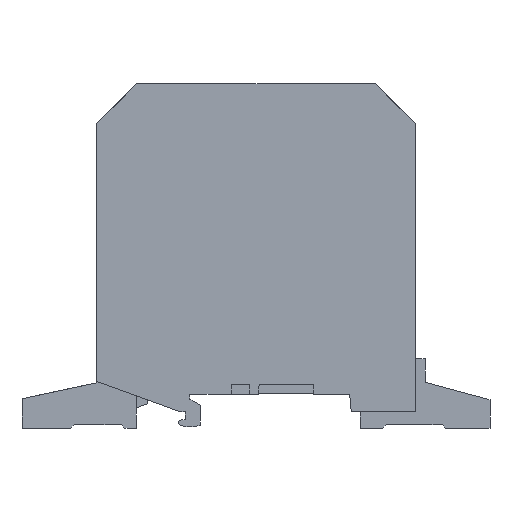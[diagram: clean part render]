
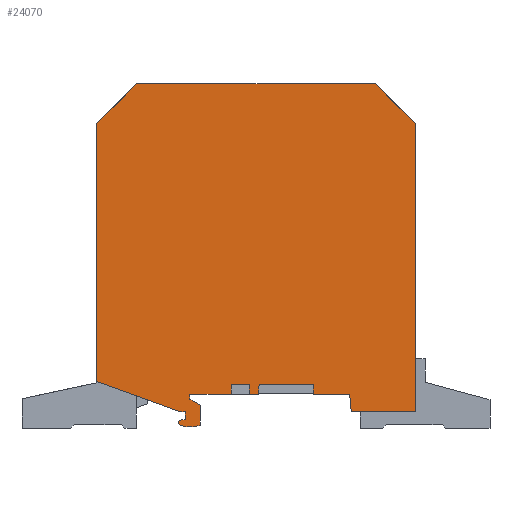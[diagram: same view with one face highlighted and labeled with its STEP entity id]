
A CAD part, left-side view. The second image highlights one B-rep face of the part: STEP entity #24070.
In plain terms, the highlighted face is planar.
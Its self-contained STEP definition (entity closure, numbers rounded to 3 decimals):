
#7840=CARTESIAN_POINT('',(12.5,-77.4,-24.9));
#7850=VERTEX_POINT('',#7840);
#8000=CARTESIAN_POINT('',(24.5,-77.4,-24.9));
#8010=VERTEX_POINT('',#8000);
#8040=CARTESIAN_POINT('',(0.,-77.4,-24.9));
#8050=DIRECTION('',(1.,0.,0.));
#8060=VECTOR('',#8050,1.);
#8070=LINE('',#8040,#8060);
#8080=EDGE_CURVE('',#7850,#8010,#8070,.T.);
#8640=CARTESIAN_POINT('',(12.5,0.,-24.9));
#8650=DIRECTION('',(0.,1.,0.));
#8660=VECTOR('',#8650,1.);
#8670=LINE('',#8640,#8660);
#8680=CARTESIAN_POINT('',(12.5,-79.5,-24.9));
#8690=VERTEX_POINT('',#8680);
#8700=EDGE_CURVE('',#8690,#7850,#8670,.T.);
#10680=CARTESIAN_POINT('',(-10.,-83.4,-24.9));
#10690=VERTEX_POINT('',#10680);
#10720=CARTESIAN_POINT('',(-10.,0.,-24.9));
#10730=DIRECTION('',(0.,1.,0.));
#10740=VECTOR('',#10730,1.);
#10750=LINE('',#10720,#10740);
#10760=CARTESIAN_POINT('',(-10.,-19.7,-24.9));
#10770=VERTEX_POINT('',#10760);
#10780=EDGE_CURVE('',#10690,#10770,#10750,.T.);
#16260=CARTESIAN_POINT('',(4.159,-83.4,-24.9));
#16270=VERTEX_POINT('',#16260);
#16420=CARTESIAN_POINT('',(4.5,-79.5,-24.9));
#16430=VERTEX_POINT('',#16420);
#16460=CARTESIAN_POINT('',(11.455,0.,-24.9));
#16470=DIRECTION('',(0.087,0.996,
0.));
#16480=VECTOR('',#16470,1.);
#16490=LINE('',#16460,#16480);
#16500=EDGE_CURVE('',#16270,#16430,#16490,.T.);
#19980=CARTESIAN_POINT('',(26.7,-77.4,-24.9));
#19990=VERTEX_POINT('',#19980);
#20100=CARTESIAN_POINT('',(30.7,-77.4,-24.9));
#20110=VERTEX_POINT('',#20100);
#20140=CARTESIAN_POINT('',(0.,-77.4,-24.9));
#20150=DIRECTION('',(-1.,0.,0.));
#20160=VECTOR('',#20150,1.);
#20170=LINE('',#20140,#20160);
#20180=EDGE_CURVE('',#20110,#19990,#20170,.T.);
#20750=CARTESIAN_POINT('',(26.7,0.,-24.9));
#20760=DIRECTION('',(0.,1.,0.));
#20770=VECTOR('',#20760,1.);
#20780=LINE('',#20750,#20770);
#20790=CARTESIAN_POINT('',(26.7,-79.5,-24.9));
#20800=VERTEX_POINT('',#20790);
#20810=EDGE_CURVE('',#20800,#19990,#20780,.T.);
#21090=CARTESIAN_POINT('',(42.3,-85.708,-24.9));
#21100=VERTEX_POINT('',#21090);
#21130=CARTESIAN_POINT('',(41.55,-85.708,-24.9));
#21140=DIRECTION('',(0.,0.,-1.));
#21150=DIRECTION('',(-1.,0.,0.));
#21160=AXIS2_PLACEMENT_3D('',#21130,#21140,#21150);
#21170=CIRCLE('',#21160,0.75);
#21180=CARTESIAN_POINT('',(41.753,-86.43,-24.9));
#21190=VERTEX_POINT('',#21180);
#21200=EDGE_CURVE('',#21100,#21190,#21170,.T.);
#21730=CARTESIAN_POINT('',(37.5,-86.323,-24.9));
#21740=VERTEX_POINT('',#21730);
#21770=CARTESIAN_POINT('',(37.5,0.,-24.9));
#21780=DIRECTION('',(0.,-1.,0.));
#21790=VECTOR('',#21780,1.);
#21800=LINE('',#21770,#21790);
#21810=CARTESIAN_POINT('',(37.5,-81.928,-24.9));
#21820=VERTEX_POINT('',#21810);
#21830=EDGE_CURVE('',#21820,#21740,#21800,.T.);
#22020=CARTESIAN_POINT('',(30.7,-79.5,-24.9));
#22030=VERTEX_POINT('',#22020);
#22080=CARTESIAN_POINT('',(30.7,0.,-24.9));
#22090=DIRECTION('',(0.,-1.,0.));
#22100=VECTOR('',#22090,1.);
#22110=LINE('',#22080,#22100);
#22120=EDGE_CURVE('',#20110,#22030,#22110,.T.);
#22650=CARTESIAN_POINT('',(59.402,-63.9,-24.9));
#22660=DIRECTION('',(0.,0.,-1.));
#22670=DIRECTION('',(1.,0.,0.));
#22680=AXIS2_PLACEMENT_3D('',#22650,#22660,#22670);
#22690=PLANE('',#22680);
#22700=ORIENTED_EDGE('',*,*,#10780,.T.);
#22710=CARTESIAN_POINT('',(0.,-83.4,-24.9));
#22720=DIRECTION('',(-1.,0.,0.));
#22730=VECTOR('',#22720,1.);
#22740=LINE('',#22710,#22730);
#22750=EDGE_CURVE('',#16270,#10690,#22740,.T.);
#22760=ORIENTED_EDGE('',*,*,#22750,.T.);
#22770=ORIENTED_EDGE('',*,*,#16500,.F.);
#22780=CARTESIAN_POINT('',(0.,-79.5,-24.9));
#22790=DIRECTION('',(1.,0.,0.));
#22800=VECTOR('',#22790,1.);
#22810=LINE('',#22780,#22800);
#22820=EDGE_CURVE('',#16430,#8690,#22810,.T.);
#22830=ORIENTED_EDGE('',*,*,#22820,.F.);
#22840=ORIENTED_EDGE('',*,*,#8700,.F.);
#22850=ORIENTED_EDGE('',*,*,#8080,.F.);
#22860=CARTESIAN_POINT('',(17.728,0.,-24.9));
#22870=DIRECTION('',(0.087,-0.996,
0.));
#22880=VECTOR('',#22870,1.);
#22890=LINE('',#22860,#22880);
#22900=CARTESIAN_POINT('',(24.684,-79.5,-24.9));
#22910=VERTEX_POINT('',#22900);
#22920=EDGE_CURVE('',#8010,#22910,#22890,.T.);
#22930=ORIENTED_EDGE('',*,*,#22920,.F.);
#22940=CARTESIAN_POINT('',(0.,-79.5,-24.9));
#22950=DIRECTION('',(1.,0.,0.));
#22960=VECTOR('',#22950,1.);
#22970=LINE('',#22940,#22960);
#22980=EDGE_CURVE('',#22910,#20800,#22970,.T.);
#22990=ORIENTED_EDGE('',*,*,#22980,.F.);
#23000=ORIENTED_EDGE('',*,*,#20810,.F.);
#23010=ORIENTED_EDGE('',*,*,#20180,.T.);
#23020=ORIENTED_EDGE('',*,*,#22120,.F.);
#23030=CARTESIAN_POINT('',(0.,-79.5,-24.9));
#23040=DIRECTION('',(1.,0.,0.));
#23050=VECTOR('',#23040,1.);
#23060=LINE('',#23030,#23050);
#23070=CARTESIAN_POINT('',(39.8,-79.5,-24.9));
#23080=VERTEX_POINT('',#23070);
#23090=EDGE_CURVE('',#22030,#23080,#23060,.T.);
#23100=ORIENTED_EDGE('',*,*,#23090,.F.);
#23110=CARTESIAN_POINT('',(39.8,0.,-24.9));
#23120=DIRECTION('',(0.,-1.,0.));
#23130=VECTOR('',#23120,1.);
#23140=LINE('',#23110,#23130);
#23150=CARTESIAN_POINT('',(39.8,-80.6,-24.9));
#23160=VERTEX_POINT('',#23150);
#23170=EDGE_CURVE('',#23080,#23160,#23140,.T.);
#23180=ORIENTED_EDGE('',*,*,#23170,.F.);
#23190=CARTESIAN_POINT('',(0.,-103.579,-24.9)
);
#23200=DIRECTION('',(-0.866,-0.5,0.));
#23210=VECTOR('',#23200,1.);
#23220=LINE('',#23190,#23210);
#23230=EDGE_CURVE('',#23160,#21820,#23220,.T.);
#23240=ORIENTED_EDGE('',*,*,#23230,.F.);
#23250=ORIENTED_EDGE('',*,*,#21830,.F.);
#23260=CARTESIAN_POINT('',(39.8,-79.5,-24.9));
#23270=DIRECTION('',(0.,0.,-1.));
#23280=DIRECTION('',(-1.,0.,0.));
#23290=AXIS2_PLACEMENT_3D('',#23260,#23270,#23280);
#23300=CIRCLE('',#23290,7.2);
#23310=EDGE_CURVE('',#21190,#21740,#23300,.T.);
#23320=ORIENTED_EDGE('',*,*,#23310,.T.);
#23330=ORIENTED_EDGE('',*,*,#21200,.T.);
#23340=CARTESIAN_POINT('',(41.772,-85.708,-24.9));
#23350=DIRECTION('',(0.,0.,1.));
#23360=DIRECTION('',(1.,0.,0.));
#23370=AXIS2_PLACEMENT_3D('',#23340,#23350,#23360);
#23380=CIRCLE('',#23370,0.528);
#23390=CARTESIAN_POINT('',(41.864,-85.188,-24.9));
#23400=VERTEX_POINT('',#23390);
#23410=EDGE_CURVE('',#21100,#23400,#23380,.T.);
#23420=ORIENTED_EDGE('',*,*,#23410,.F.);
#23430=CARTESIAN_POINT('',(0.,-77.806,-24.9)
);
#23440=DIRECTION('',(-0.985,0.174,
0.));
#23450=VECTOR('',#23440,1.);
#23460=LINE('',#23430,#23450);
#23470=CARTESIAN_POINT('',(40.8,-85.,-24.9));
#23480=VERTEX_POINT('',#23470);
#23490=EDGE_CURVE('',#23400,#23480,#23460,.T.);
#23500=ORIENTED_EDGE('',*,*,#23490,.F.);
#23510=CARTESIAN_POINT('',(40.8,0.,-24.9));
#23520=DIRECTION('',(0.,1.,0.));
#23530=VECTOR('',#23520,1.);
#23540=LINE('',#23510,#23530);
#23550=CARTESIAN_POINT('',(40.8,-83.4,-24.9));
#23560=VERTEX_POINT('',#23550);
#23570=EDGE_CURVE('',#23480,#23560,#23540,.T.);
#23580=ORIENTED_EDGE('',*,*,#23570,.F.);
#23590=CARTESIAN_POINT('',(0.,-83.4,-24.9));
#23600=DIRECTION('',(1.,0.,0.));
#23610=VECTOR('',#23600,1.);
#23620=LINE('',#23590,#23610);
#23630=CARTESIAN_POINT('',(41.8,-83.4,-24.9));
#23640=VERTEX_POINT('',#23630);
#23650=EDGE_CURVE('',#23560,#23640,#23620,.T.);
#23660=ORIENTED_EDGE('',*,*,#23650,.F.);
#23670=CARTESIAN_POINT('',(0.,-98.614,-24.9));
#23680=DIRECTION('',(0.94,0.342,
0.));
#23690=VECTOR('',#23680,1.);
#23700=LINE('',#23670,#23690);
#23710=CARTESIAN_POINT('',(60.4,-76.63,-24.9));
#23720=VERTEX_POINT('',#23710);
#23730=EDGE_CURVE('',#23640,#23720,#23700,.T.);
#23740=ORIENTED_EDGE('',*,*,#23730,.F.);
#23750=CARTESIAN_POINT('',(60.4,0.,-24.9));
#23760=DIRECTION('',(0.,-1.,0.));
#23770=VECTOR('',#23760,1.);
#23780=LINE('',#23750,#23770);
#23790=CARTESIAN_POINT('',(60.4,-19.7,-24.9));
#23800=VERTEX_POINT('',#23790);
#23810=EDGE_CURVE('',#23800,#23720,#23780,.T.);
#23820=ORIENTED_EDGE('',*,*,#23810,.T.);
#23830=CARTESIAN_POINT('',(40.7,0.,-24.9));
#23840=DIRECTION('',(0.707,-0.707,
0.));
#23850=VECTOR('',#23840,1.);
#23860=LINE('',#23830,#23850);
#23870=CARTESIAN_POINT('',(51.6,-10.9,-24.9));
#23880=VERTEX_POINT('',#23870);
#23890=EDGE_CURVE('',#23880,#23800,#23860,.T.);
#23900=ORIENTED_EDGE('',*,*,#23890,.T.);
#23910=CARTESIAN_POINT('',(0.,-10.9,-24.9));
#23920=DIRECTION('',(-1.,0.,0.));
#23930=VECTOR('',#23920,1.);
#23940=LINE('',#23910,#23930);
#23950=CARTESIAN_POINT('',(-1.2,-10.9,-24.9));
#23960=VERTEX_POINT('',#23950);
#23970=EDGE_CURVE('',#23880,#23960,#23940,.T.);
#23980=ORIENTED_EDGE('',*,*,#23970,.F.);
#23990=CARTESIAN_POINT('',(0.,-9.7,-24.9));
#24000=DIRECTION('',(-0.707,-0.707,
0.));
#24010=VECTOR('',#24000,1.);
#24020=LINE('',#23990,#24010);
#24030=EDGE_CURVE('',#23960,#10770,#24020,.T.);
#24040=ORIENTED_EDGE('',*,*,#24030,.F.);
#24050=EDGE_LOOP('',(#24040,#23980,#23900,#23820,#23740,#23660,#23580,
#23500,#23420,#23330,#23320,#23250,#23240,#23180,#23100,#23020,#23010,
#23000,#22990,#22930,#22850,#22840,#22830,#22770,#22760,#22700));
#24060=FACE_OUTER_BOUND('',#24050,.T.);
#24070=ADVANCED_FACE('',(#24060),#22690,.T.);
